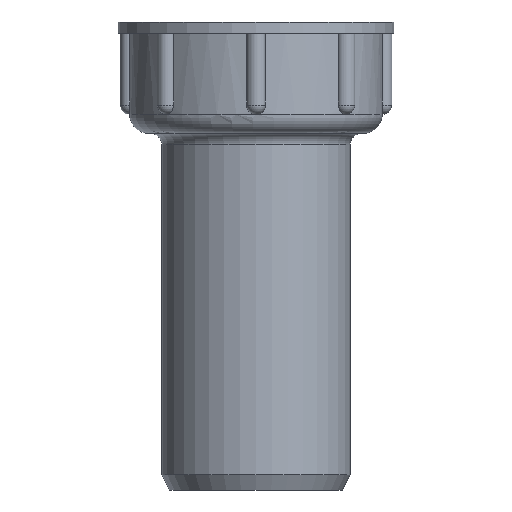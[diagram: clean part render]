
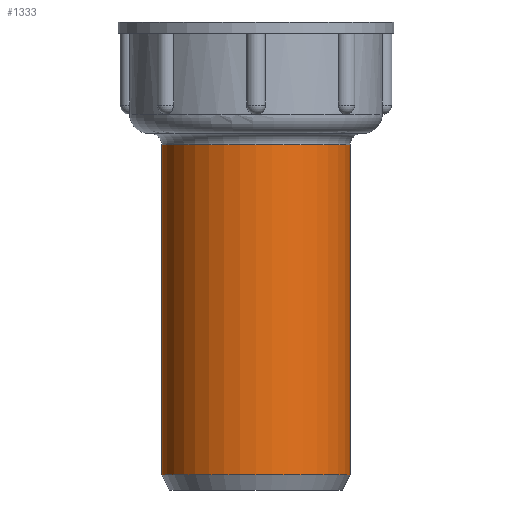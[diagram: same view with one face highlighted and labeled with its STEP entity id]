
A CAD part, front view. The second image highlights one B-rep face of the part: STEP entity #1333.
In plain terms, the highlighted cylindrical face has radius 25 mm (diameter 50 mm), a partial arc.
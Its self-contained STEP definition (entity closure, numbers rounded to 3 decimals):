
#1034=CIRCLE('',#2654,25.);
#1038=CIRCLE('',#2661,25.);
#1100=CYLINDRICAL_SURFACE('',#2662,25.);
#1150=LINE('',#4720,#1238);
#1151=LINE('',#4724,#1239);
#1238=VECTOR('',#2968,1.);
#1239=VECTOR('',#2971,1.);
#1333=ADVANCED_FACE('',(#1434),#1100,.T.);
#1434=FACE_OUTER_BOUND('',#1533,.T.);
#1533=EDGE_LOOP('',(#1807,#1808,#1809,#1810));
#1807=ORIENTED_EDGE('',*,*,#2399,.T.);
#1808=ORIENTED_EDGE('',*,*,#2400,.F.);
#1809=ORIENTED_EDGE('',*,*,#2397,.T.);
#1810=ORIENTED_EDGE('',*,*,#2394,.T.);
#2205=VERTEX_POINT('',#4713);
#2206=VERTEX_POINT('',#4715);
#2207=VERTEX_POINT('',#4721);
#2208=VERTEX_POINT('',#4723);
#2394=EDGE_CURVE('',#2206,#2205,#1034,.T.);
#2397=EDGE_CURVE('',#2207,#2206,#1150,.T.);
#2399=EDGE_CURVE('',#2205,#2208,#1151,.T.);
#2400=EDGE_CURVE('',#2207,#2208,#1038,.T.);
#2654=AXIS2_PLACEMENT_3D('',#4714,#2958,#2959);
#2661=AXIS2_PLACEMENT_3D('',#4726,#2974,#2975);
#2662=AXIS2_PLACEMENT_3D('',#4727,#2976,#2977);
#2958=DIRECTION('',(0.,0.,-1.));
#2959=DIRECTION('',(1.,0.,0.));
#2968=DIRECTION('',(0.,0.,1.));
#2971=DIRECTION('',(0.,0.,-1.));
#2974=DIRECTION('',(0.,0.,-1.));
#2975=DIRECTION('',(1.,0.,0.));
#2976=DIRECTION('',(0.,0.,1.));
#2977=DIRECTION('',(-1.,0.,0.));
#4713=CARTESIAN_POINT('',(-25.,0.,-32.5));
#4714=CARTESIAN_POINT('',(0.,0.,-32.5));
#4715=CARTESIAN_POINT('',(25.,0.,-32.5));
#4720=CARTESIAN_POINT('',(25.,0.,-120.));
#4721=CARTESIAN_POINT('',(25.,0.,-120.));
#4723=CARTESIAN_POINT('',(-25.,0.,-120.));
#4724=CARTESIAN_POINT('',(-25.,0.,-32.5));
#4726=CARTESIAN_POINT('',(0.,0.,-120.));
#4727=CARTESIAN_POINT('',(0.,0.,-129.15));
